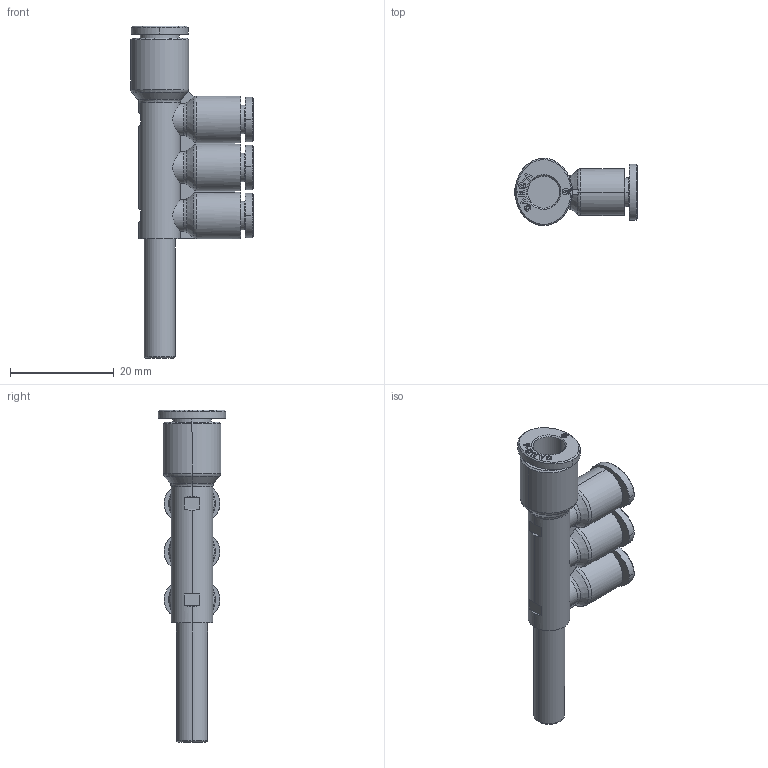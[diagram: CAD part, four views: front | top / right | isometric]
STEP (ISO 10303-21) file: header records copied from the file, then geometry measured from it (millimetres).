
FILE_DESCRIPTION((''),'2;1');
FILE_NAME('GPKJ_0604(3D).stp','2012-12-20T18:58:20',(''),(''),'Mechanical Desktop.R8.0.24.0','Mechanical Desktop.R8.0.24.0',', , ');
FILE_SCHEMA(('CONFIG_CONTROL_DESIGN'));
Length unit declared in the file: millimetre
Products named in the file (2): GPKJ_0604(3D); ºÎÇ°2
Assembly tree (1 placements, depth 2):
  GPKJ_0604(3D)
    ºÎÇ°2
Bounding box: 23.7 x 13 x 64.15 mm (x, y, z)
Volume: 4761.2 mm3; surface area: 4350.7 mm2
Topology: 1 solids, 1 shells, 1413 faces, 4012 edges, 2666 vertices
Faces by surface type: plane 1179, bspline 125, cylinder 69, cone 30, torus 10
Entity records: 48558 total; most frequent: CARTESIAN_POINT 11932, ORIENTED_EDGE 8024, DIRECTION 6931, EDGE_CURVE 4012, VECTOR 3517, LINE 3517, VERTEX_POINT 2666, AXIS2_PLACEMENT_3D 1707
